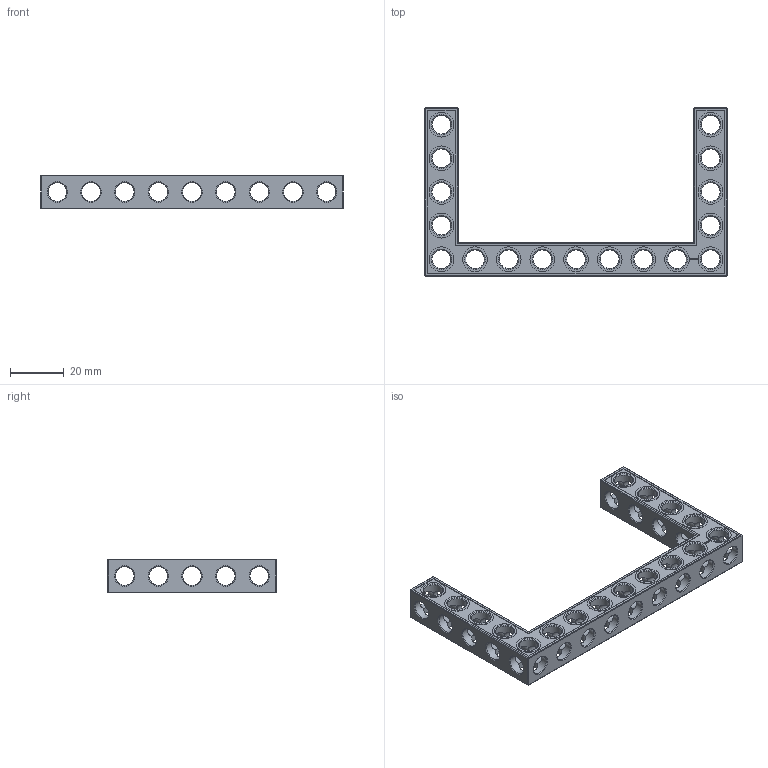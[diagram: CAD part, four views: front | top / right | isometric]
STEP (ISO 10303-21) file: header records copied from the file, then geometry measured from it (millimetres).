
FILE_DESCRIPTION(('FreeCAD Model'),'2;1');
FILE_NAME('Open CASCADE Shape Model','2022-02-23T22:10:49',( 'Paulo Kiefe'),('STEMFIE.org'),'Open CASCADE STEP processor 7.5', 'FreeCAD','Unknown');
FILE_SCHEMA(('AUTOMOTIVE_DESIGN { 1 0 10303 214 1 1 1 1 }'));
Products named in the file (1): Beam AGD ESS USH SYM BU09x05x01 - SPN-BEM-0426 (stemfie.org)
Bounding box: 112.5 x 62.5 x 12.5 mm (x, y, z)
Volume: 16606.9 mm3; surface area: 14949.3 mm2
Topology: 1 solids, 1 shells, 721 faces, 2107 edges, 1371 vertices
Faces by surface type: plane 396, extrusion 152, cylinder 103, cone 70
Full cylindrical faces by diameter (mm): 6.98 x12, 7 x74, 9.2 x17
Entity records: 95309 total; most frequent: CARTESIAN_POINT 55476, DIRECTION 6487, VECTOR 4502, LINE 4350, ORIENTED_EDGE 4214, PCURVE 4214, DEFINITIONAL_REPRESENTATION 4214, EDGE_CURVE 2107
